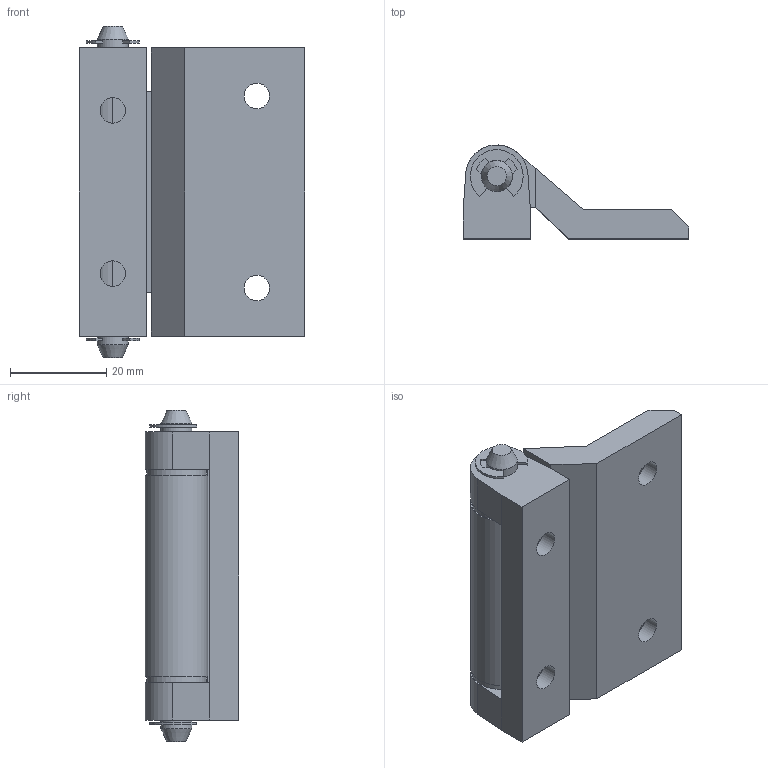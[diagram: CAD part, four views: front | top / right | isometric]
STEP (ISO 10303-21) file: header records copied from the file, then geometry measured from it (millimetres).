
FILE_DESCRIPTION( ( 'STEP AP214' ), '1' );
FILE_NAME( 'K1348.0540073000.stp', '2020-12-10T11:46:07', ( '' ), ( '' ), ' ', 'PARTsolutions', ' ' );
FILE_SCHEMA( ( 'AUTOMOTIVE_DESIGN { 1 0 10303 214 1 1 1 1 }' ) );
Length unit declared in the file: millimetre
Products named in the file (1): _K1348.0540073000
Bounding box: 47 x 19.49 x 69 mm (x, y, z)
Volume: 26225.8 mm3; surface area: 10513.7 mm2
Topology: 1 solids, 1 shells, 66 faces, 189 edges, 123 vertices
Faces by surface type: plane 43, cylinder 17, cone 6
Full cylindrical faces by diameter (mm): 5.3 x4, 6.5 x2, 12.4 x2
Entity records: 2572 total; most frequent: DIRECTION 350, CARTESIAN_POINT 345, ORIENTED_EDGE 328, EDGE_CURVE 164, AXIS2_PLACEMENT_3D 119, VERTEX_POINT 114, LINE 112, VECTOR 112
